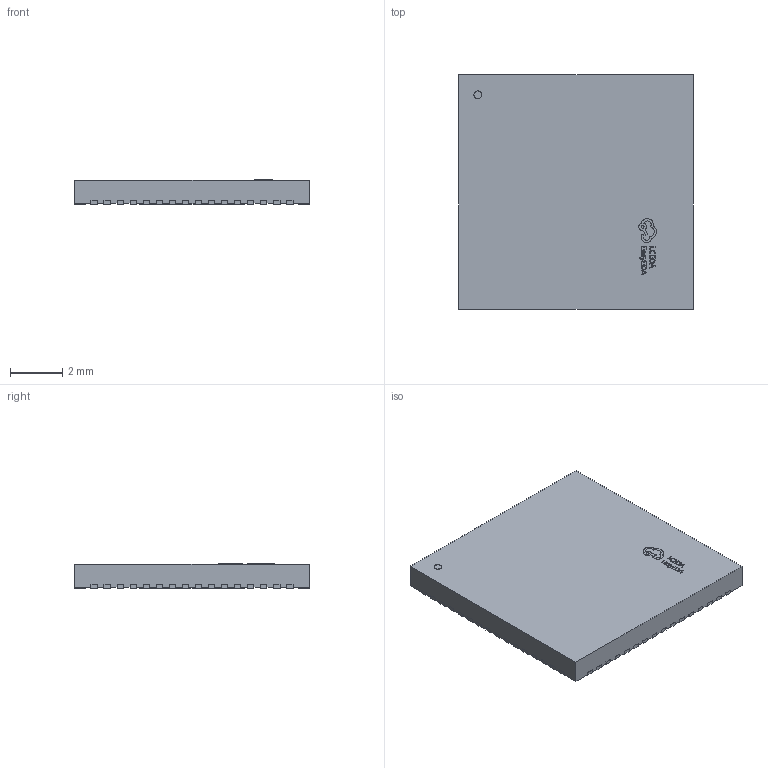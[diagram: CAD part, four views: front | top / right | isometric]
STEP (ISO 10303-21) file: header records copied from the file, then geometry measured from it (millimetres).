
FILE_DESCRIPTION (( 'STEP AP214' ), '1' );
FILE_NAME ('VFQFPN-64_L9.0-W9.0-P0.50-TL-EP4.0.step', '2022-07-09T05:33:29', ( '' ), ( '' ), 'SwSTEP 2.0', 'SolidWorks 2020', '' );
FILE_SCHEMA (( 'AUTOMOTIVE_DESIGN' ));
Length unit declared in the file: millimetre
Products named in the file (1): VFQFPN-64_L9.0-W9.0-P0.50-TL-EP4.0
Bounding box: 9.02 x 9.02 x 0.92 mm (x, y, z)
Volume: 73.4 mm3; surface area: 196.7 mm2
Topology: 1 solids, 1 shells, 623 faces, 1800 edges, 1200 vertices
Faces by surface type: plane 459, bspline 100, cylinder 64
Entity records: 27681 total; most frequent: CARTESIAN_POINT 4964, ORIENTED_EDGE 3600, DIRECTION 2772, EDGE_CURVE 1800, VECTOR 1468, LINE 1468, VERTEX_POINT 1200, AXIS2_PLACEMENT_3D 652
